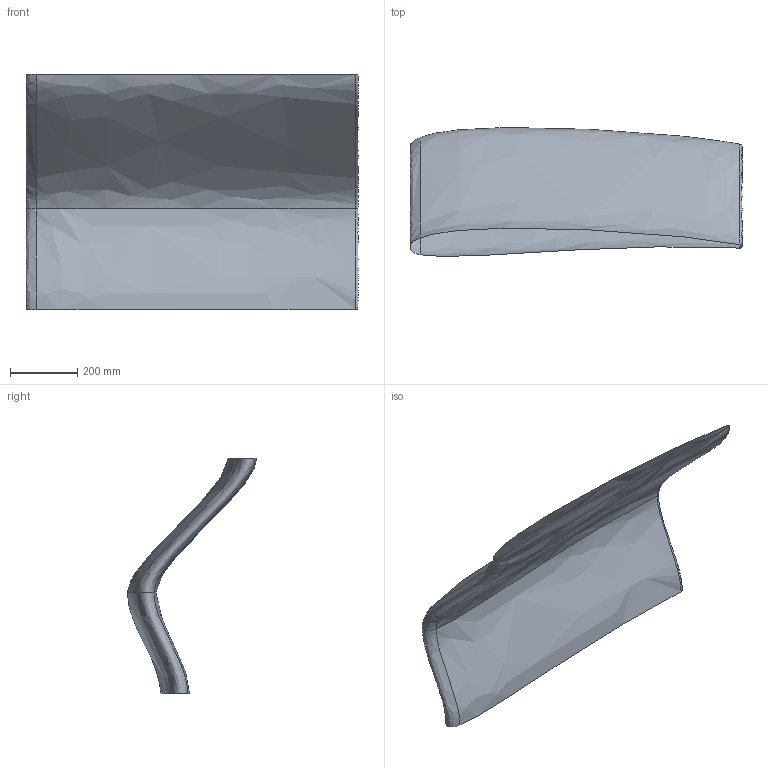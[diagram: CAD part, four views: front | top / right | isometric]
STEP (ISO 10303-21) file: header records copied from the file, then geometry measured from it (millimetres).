
FILE_DESCRIPTION(('Deadalus Python STEP AP203 Export'), '1');
FILE_NAME('Test-multi_seg.step','2025-09-16 21:13:04.433922',(''),(''),'Deadalus Python STEP AP203 Export','Deadalus2Step203','0.1.1-beta');
FILE_SCHEMA(('CONFIG_CONTROL_DESIGN'));
Length unit declared in the file: metre
Products named in the file (1): Test-multi_seg
Bounding box: 987.5 x 384.36 x 700 mm (x, y, z)
Surface area: 1656084.3 mm2 (no closed solid volume)
Topology: 0 solids, 8 shells, 8 faces, 32 edges, 32 vertices
Faces by surface type: bspline 8
Entity records: 306 total; most frequent: CARTESIAN_POINT 128, VERTEX_POINT 32, B_SPLINE_CURVE_WITH_KNOTS 32, EDGE_CURVE 32, ORIENTED_EDGE 32, B_SPLINE_SURFACE_WITH_KNOTS 8, EDGE_LOOP 8, FACE_OUTER_BOUND 8
